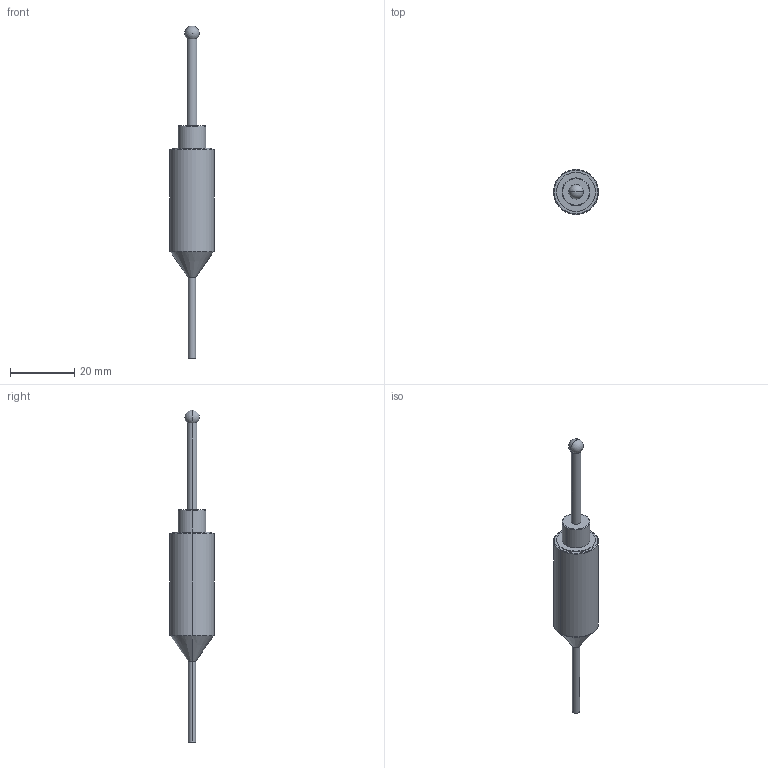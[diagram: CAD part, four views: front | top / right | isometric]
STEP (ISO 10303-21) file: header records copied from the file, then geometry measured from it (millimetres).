
FILE_DESCRIPTION (( 'STEP AP214' ), '1' );
FILE_NAME ('MR-T1X.STEP', '2015-09-23T06:40:54', ( '' ), ( '' ), 'SwSTEP 2.0', 'SolidWorks 2013', '' );
FILE_SCHEMA (( 'AUTOMOTIVE_DESIGN' ));
Length unit declared in the file: millimetre
Products named in the file (1): MR-T1X
Bounding box: 14 x 14 x 103.3 mm (x, y, z)
Volume: 6165.6 mm3; surface area: 2498.2 mm2
Topology: 1 solids, 1 shells, 25 faces, 53 edges, 32 vertices
Faces by surface type: cylinder 10, torus 6, plane 5, cone 2, sphere 2
Entity records: 779 total; most frequent: DIRECTION 136, CARTESIAN_POINT 103, ORIENTED_EDGE 96, AXIS2_PLACEMENT_3D 62, EDGE_CURVE 48, CIRCLE 36, EDGE_LOOP 29, VERTEX_POINT 29
